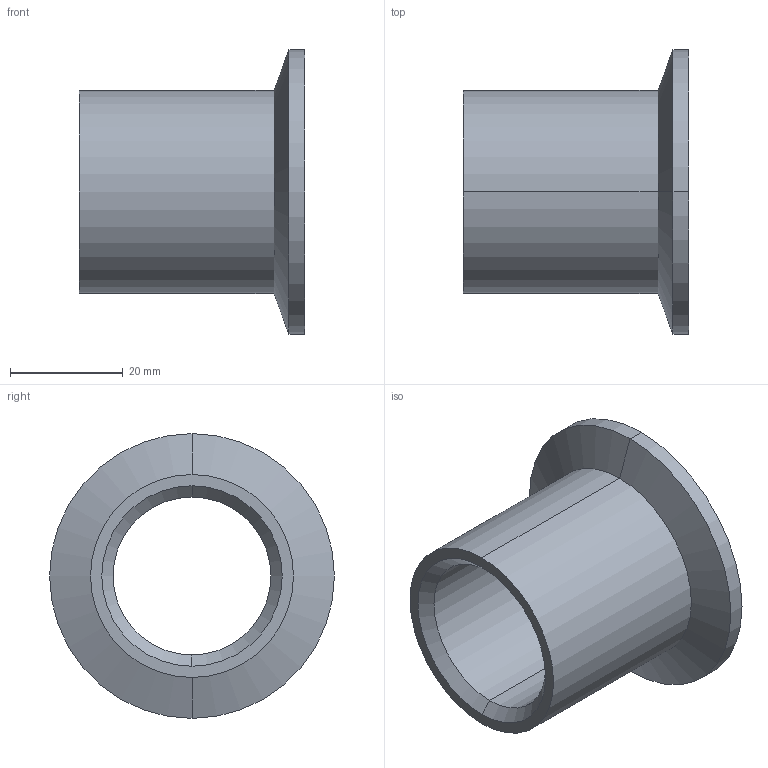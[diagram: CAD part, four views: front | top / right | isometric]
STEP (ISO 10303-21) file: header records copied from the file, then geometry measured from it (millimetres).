
FILE_DESCRIPTION (( 'STEP AP214' ), '1' );
FILE_NAME ('2x_PowderFlaskValveFittingFemale_v2_metal.STEP', '2023-04-25T08:58:06', ( '' ), ( '' ), 'SwSTEP 2.0', 'SolidWorks 2022', '' );
FILE_SCHEMA (( 'AUTOMOTIVE_DESIGN' ));
Length unit declared in the file: millimetre
Products named in the file (1): 2x_PowderFlaskValveFittingFemale_v2_metal
Bounding box: 40 x 50.5 x 50.5 mm (x, y, z)
Volume: 19475.6 mm3; surface area: 10897.5 mm2
Topology: 1 solids, 1 shells, 18 faces, 36 edges, 22 vertices
Faces by surface type: cone 8, cylinder 6, plane 4
Entity records: 512 total; most frequent: DIRECTION 96, CARTESIAN_POINT 77, ORIENTED_EDGE 72, AXIS2_PLACEMENT_3D 41, EDGE_CURVE 36, VERTEX_POINT 22, CIRCLE 22, EDGE_LOOP 22
